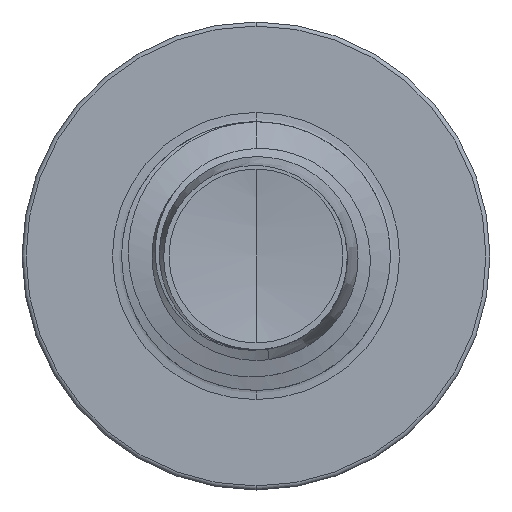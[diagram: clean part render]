
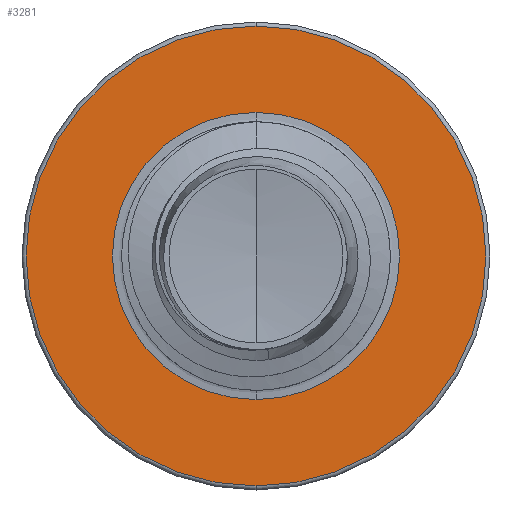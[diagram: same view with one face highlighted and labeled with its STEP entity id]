
A CAD part, front view. The second image highlights one B-rep face of the part: STEP entity #3281.
In plain terms, the highlighted planar face has unit normal (0, -1, 0).
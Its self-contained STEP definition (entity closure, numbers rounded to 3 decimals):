
#717 = EDGE_LOOP ( 'NONE', ( #8908, #12138 ) ) ;
#1374 = AXIS2_PLACEMENT_3D ( 'NONE', #2466, #11355, #3853 ) ;
#1401 = AXIS2_PLACEMENT_3D ( 'NONE', #7682, #15804, #8924 ) ;
#1459 = CARTESIAN_POINT ( 'NONE',  ( 0., 5.5, 1.872 ) ) ;
#2055 = DIRECTION ( 'NONE',  ( 0., 1., 0. ) ) ;
#2373 = AXIS2_PLACEMENT_3D ( 'NONE', #14747, #7707, #15826 ) ;
#2418 = ORIENTED_EDGE ( 'NONE', *, *, #15332, .T. ) ;
#2466 = CARTESIAN_POINT ( 'NONE',  ( 0., 5.5, 0. ) ) ;
#3023 = VERTEX_POINT ( 'NONE', #7298 ) ;
#3281 = ADVANCED_FACE ( 'NONE', ( #15989, #6684 ), #15410, .F. ) ;
#3362 = CIRCLE ( 'NONE', #2373, 2.998 ) ;
#3706 = AXIS2_PLACEMENT_3D ( 'NONE', #9857, #2055, #11043 ) ;
#3853 = DIRECTION ( 'NONE',  ( 0., 0., 1. ) ) ;
#6684 = FACE_BOUND ( 'NONE', #11330, .T. ) ;
#7298 = CARTESIAN_POINT ( 'NONE',  ( 0., 5.5, 2.998 ) ) ;
#7682 = CARTESIAN_POINT ( 'NONE',  ( 0., 5.5, 0. ) ) ;
#7707 = DIRECTION ( 'NONE',  ( 0., 1., 0. ) ) ;
#7808 = CARTESIAN_POINT ( 'NONE',  ( 0., 5.5, -1.872 ) ) ;
#8016 = AXIS2_PLACEMENT_3D ( 'NONE', #11041, #15500, #12272 ) ;
#8908 = ORIENTED_EDGE ( 'NONE', *, *, #12314, .F. ) ;
#8924 = DIRECTION ( 'NONE',  ( 0., 0., 1. ) ) ;
#9165 = CIRCLE ( 'NONE', #1374, 2.998 ) ;
#9857 = CARTESIAN_POINT ( 'NONE',  ( 0., 5.5, 0. ) ) ;
#10660 = CIRCLE ( 'NONE', #3706, 1.872 ) ;
#11041 = CARTESIAN_POINT ( 'NONE',  ( 0., 5.5, -1.872 ) ) ;
#11043 = DIRECTION ( 'NONE',  ( 0., 0., 1. ) ) ;
#11330 = EDGE_LOOP ( 'NONE', ( #15061, #2418 ) ) ;
#11355 = DIRECTION ( 'NONE',  ( 0., 1., 0. ) ) ;
#11997 = CIRCLE ( 'NONE', #1401, 1.872 ) ;
#12138 = ORIENTED_EDGE ( 'NONE', *, *, #13194, .F. ) ;
#12272 = DIRECTION ( 'NONE',  ( 0., 0., 1. ) ) ;
#12314 = EDGE_CURVE ( 'NONE', #3023, #13001, #3362, .T. ) ;
#13001 = VERTEX_POINT ( 'NONE', #15159 ) ;
#13189 = EDGE_CURVE ( 'NONE', #13766, #13615, #11997, .T. ) ;
#13194 = EDGE_CURVE ( 'NONE', #13001, #3023, #9165, .T. ) ;
#13615 = VERTEX_POINT ( 'NONE', #7808 ) ;
#13766 = VERTEX_POINT ( 'NONE', #1459 ) ;
#14747 = CARTESIAN_POINT ( 'NONE',  ( 0., 5.5, 0. ) ) ;
#15061 = ORIENTED_EDGE ( 'NONE', *, *, #13189, .T. ) ;
#15159 = CARTESIAN_POINT ( 'NONE',  ( 0., 5.5, -2.997 ) ) ;
#15332 = EDGE_CURVE ( 'NONE', #13615, #13766, #10660, .T. ) ;
#15410 = PLANE ( 'NONE',  #8016 ) ;
#15500 = DIRECTION ( 'NONE',  ( 0., 1., 0. ) ) ;
#15804 = DIRECTION ( 'NONE',  ( 0., 1., 0. ) ) ;
#15826 = DIRECTION ( 'NONE',  ( 0., 0., 1. ) ) ;
#15989 = FACE_OUTER_BOUND ( 'NONE', #717, .T. ) ;
